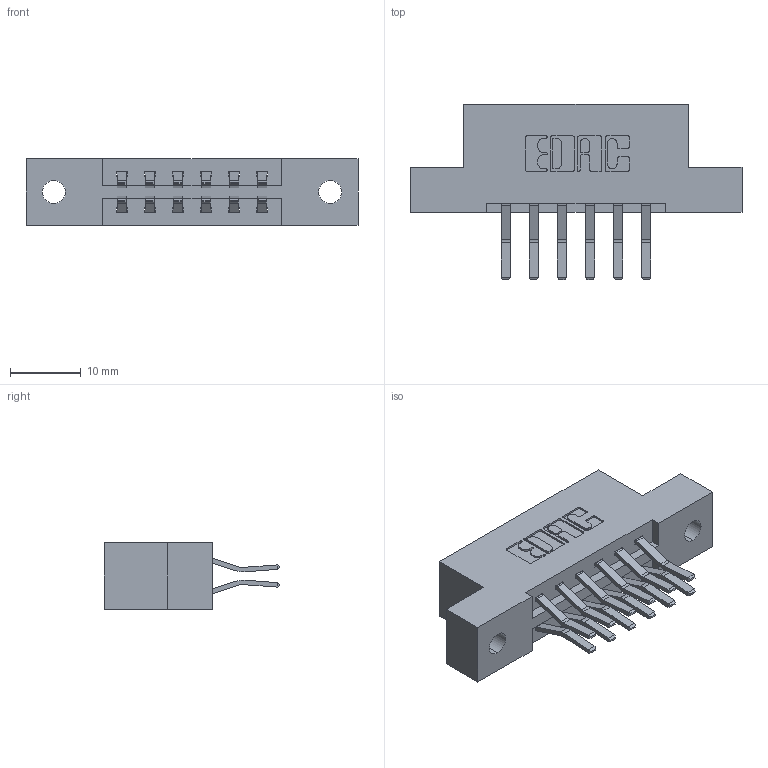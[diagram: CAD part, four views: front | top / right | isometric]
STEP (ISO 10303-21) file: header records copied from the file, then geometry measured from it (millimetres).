
FILE_DESCRIPTION (( 'STEP AP203' ), '1' );
FILE_NAME ('337-012-560-202.STEP', '2019-10-08T11:26:13', ( '' ), ( '' ), 'SwSTEP 2.0', 'SolidWorks 2016', '' );
FILE_SCHEMA (( 'CONFIG_CONTROL_DESIGN' ));
Length unit declared in the file: inch
Products named in the file (3): 337-012-560-202; 345-292-001_560 Tail; 337 Part_Flush Mounting Lugs - 0.128 Dia
Assembly tree (13 placements, depth 2):
  337-012-560-202
    337 Part_Flush Mounting Lugs - 0.128 Dia
    345-292-001_560 Tail  x12
Bounding box: 46.79 x 24.78 x 9.4 mm (x, y, z)
Volume: 4493.5 mm3; surface area: 4685.2 mm2
Topology: 13 solids, 13 shells, 786 faces, 2315 edges, 1526 vertices
Faces by surface type: plane 526, cylinder 260
Entity records: 9399 total; most frequent: CARTESIAN_POINT 1614, ORIENTED_EDGE 1550, DIRECTION 1443, EDGE_CURVE 775, LINE 643, VECTOR 643, VERTEX_POINT 514, AXIS2_PLACEMENT_3D 400
